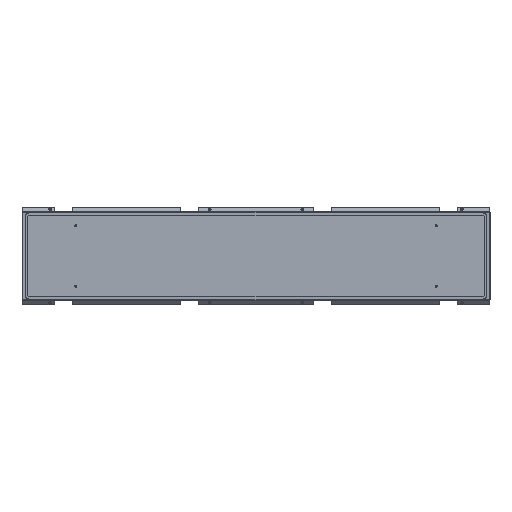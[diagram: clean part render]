
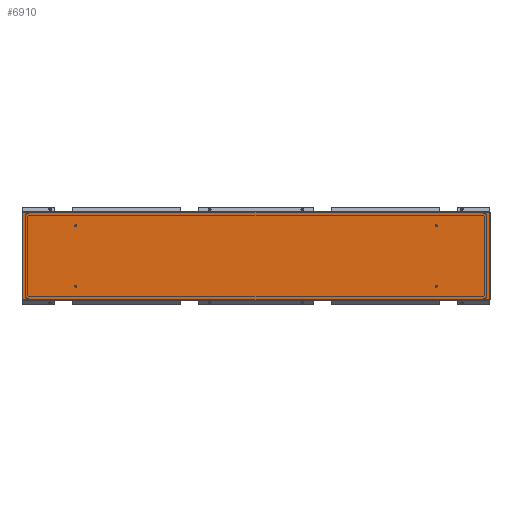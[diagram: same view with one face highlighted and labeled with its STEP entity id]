
A CAD part, left-side view. The second image highlights one B-rep face of the part: STEP entity #6910.
In plain terms, the highlighted face is planar.
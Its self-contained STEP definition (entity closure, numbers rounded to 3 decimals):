
#53 = LINE ( 'NONE', #4256, #2465 ) ;
#306 = CARTESIAN_POINT ( 'NONE',  ( -162.75, -870.5, 0. ) ) ;
#377 = DIRECTION ( 'NONE',  ( -1., 0., 0. ) ) ;
#415 = DIRECTION ( 'NONE',  ( 0., 0., -1. ) ) ;
#485 = ORIENTED_EDGE ( 'NONE', *, *, #2510, .T. ) ;
#651 = ORIENTED_EDGE ( 'NONE', *, *, #3887, .T. ) ;
#682 = VECTOR ( 'NONE', #690, 1000. ) ;
#690 = DIRECTION ( 'NONE',  ( 0., -1., 0. ) ) ;
#715 = VERTEX_POINT ( 'NONE', #8478 ) ;
#982 = ORIENTED_EDGE ( 'NONE', *, *, #1358, .T. ) ;
#1321 = DIRECTION ( 'NONE',  ( -1., 0., 0. ) ) ;
#1358 = EDGE_CURVE ( 'NONE', #8160, #715, #2565, .T. ) ;
#1660 = PLANE ( 'NONE',  #2941 ) ;
#1965 = CARTESIAN_POINT ( 'NONE',  ( -162.75, 870.5, 0. ) ) ;
#2139 = VECTOR ( 'NONE', #1321, 1000. ) ;
#2273 = ORIENTED_EDGE ( 'NONE', *, *, #7887, .T. ) ;
#2465 = VECTOR ( 'NONE', #6850, 1000. ) ;
#2510 = EDGE_CURVE ( 'NONE', #2685, #8160, #53, .T. ) ;
#2538 = CARTESIAN_POINT ( 'NONE',  ( 162.75, 870.5, 0. ) ) ;
#2565 = LINE ( 'NONE', #1965, #2139 ) ;
#2685 = VERTEX_POINT ( 'NONE', #7020 ) ;
#2941 = AXIS2_PLACEMENT_3D ( 'NONE', #3083, #415, #377 ) ;
#3083 = CARTESIAN_POINT ( 'NONE',  ( 0., 0., 0. ) ) ;
#3573 = EDGE_LOOP ( 'NONE', ( #485, #982, #651, #2273 ) ) ;
#3691 = FACE_OUTER_BOUND ( 'NONE', #3573, .T. ) ;
#3813 = VECTOR ( 'NONE', #4351, 1000. ) ;
#3887 = EDGE_CURVE ( 'NONE', #715, #6449, #4741, .T. ) ;
#4256 = CARTESIAN_POINT ( 'NONE',  ( 162.75, -870.5, 0. ) ) ;
#4351 = DIRECTION ( 'NONE',  ( 1., 0., 0. ) ) ;
#4741 = LINE ( 'NONE', #5293, #682 ) ;
#5293 = CARTESIAN_POINT ( 'NONE',  ( -162.75, -870.5, 0. ) ) ;
#6449 = VERTEX_POINT ( 'NONE', #8404 ) ;
#6850 = DIRECTION ( 'NONE',  ( 0., 1., 0. ) ) ;
#6910 = ADVANCED_FACE ( 'NONE', ( #3691 ), #1660, .F. ) ;
#7020 = CARTESIAN_POINT ( 'NONE',  ( 162.75, -870.5, 0. ) ) ;
#7887 = EDGE_CURVE ( 'NONE', #6449, #2685, #8277, .T. ) ;
#8160 = VERTEX_POINT ( 'NONE', #2538 ) ;
#8277 = LINE ( 'NONE', #306, #3813 ) ;
#8404 = CARTESIAN_POINT ( 'NONE',  ( -162.75, -870.5, 0. ) ) ;
#8478 = CARTESIAN_POINT ( 'NONE',  ( -162.75, 870.5, 0. ) ) ;
